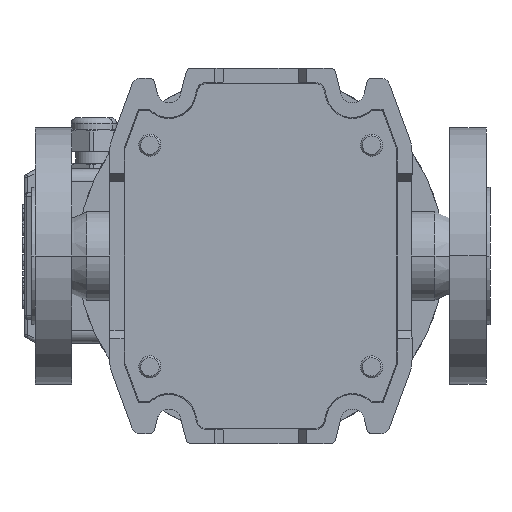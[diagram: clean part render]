
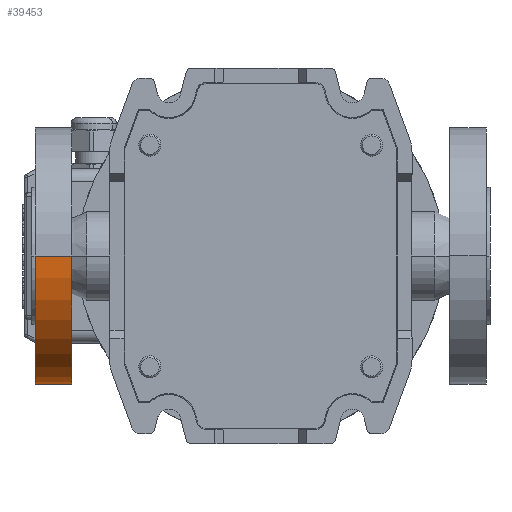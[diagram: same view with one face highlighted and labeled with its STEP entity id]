
A CAD part, front view. The second image highlights one B-rep face of the part: STEP entity #39453.
In plain terms, the highlighted cylindrical face has radius 70 mm (diameter 140 mm), a partial arc.
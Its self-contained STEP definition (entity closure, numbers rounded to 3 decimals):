
#4487 = CARTESIAN_POINT ( 'NONE',  ( 0., 123., 117.5 ) ) ;
#5428 = DIRECTION ( 'NONE',  ( 0., 1., 0. ) ) ;
#9608 = AXIS2_PLACEMENT_3D ( 'NONE', #26190, #47007, #36740 ) ;
#10227 = DIRECTION ( 'NONE',  ( 0., 0., 1. ) ) ;
#11072 = LINE ( 'NONE', #27142, #17078 ) ;
#14133 = CARTESIAN_POINT ( 'NONE',  ( 0., 103., 117.5 ) ) ;
#14362 = CARTESIAN_POINT ( 'NONE',  ( 0., 123., 47.5 ) ) ;
#16874 = DIRECTION ( 'NONE',  ( 0., 1., 0. ) ) ;
#17078 = VECTOR ( 'NONE', #27482, 1000. ) ;
#17757 = ORIENTED_EDGE ( 'NONE', *, *, #41879, .F. ) ;
#20826 = CYLINDRICAL_SURFACE ( 'NONE', #28721, 70. ) ;
#23296 = EDGE_CURVE ( 'NONE', #29083, #23454, #11072, .T. ) ;
#23454 = VERTEX_POINT ( 'NONE', #35590 ) ;
#24606 = CARTESIAN_POINT ( 'NONE',  ( 0., 103., -22.5 ) ) ;
#26190 = CARTESIAN_POINT ( 'NONE',  ( 0., 103., 47.5 ) ) ;
#26313 = DIRECTION ( 'NONE',  ( 0., 0., 1. ) ) ;
#27142 = CARTESIAN_POINT ( 'NONE',  ( 0., 125., -22.5 ) ) ;
#27482 = DIRECTION ( 'NONE',  ( 0., 1., 0. ) ) ;
#28721 = AXIS2_PLACEMENT_3D ( 'NONE', #41638, #5428, #26313 ) ;
#29083 = VERTEX_POINT ( 'NONE', #24606 ) ;
#31023 = EDGE_LOOP ( 'NONE', ( #43199, #39834, #37683, #17757 ) ) ;
#35590 = CARTESIAN_POINT ( 'NONE',  ( 0., 123., -22.5 ) ) ;
#36740 = DIRECTION ( 'NONE',  ( 0., 0., 1. ) ) ;
#36780 = AXIS2_PLACEMENT_3D ( 'NONE', #14362, #57089, #10227 ) ;
#37683 = ORIENTED_EDGE ( 'NONE', *, *, #44904, .F. ) ;
#39061 = CIRCLE ( 'NONE', #9608, 70. ) ;
#39453 = ADVANCED_FACE ( 'NONE', ( #67639 ), #20826, .T. ) ;
#39834 = ORIENTED_EDGE ( 'NONE', *, *, #23296, .T. ) ;
#41638 = CARTESIAN_POINT ( 'NONE',  ( 0., 125., 47.5 ) ) ;
#41879 = EDGE_CURVE ( 'NONE', #55613, #43802, #51767, .T. ) ;
#43199 = ORIENTED_EDGE ( 'NONE', *, *, #55340, .T. ) ;
#43802 = VERTEX_POINT ( 'NONE', #4487 ) ;
#44904 = EDGE_CURVE ( 'NONE', #43802, #23454, #49889, .T. ) ;
#47007 = DIRECTION ( 'NONE',  ( 0., 1., 0. ) ) ;
#49889 = CIRCLE ( 'NONE', #36780, 70. ) ;
#51767 = LINE ( 'NONE', #58588, #60466 ) ;
#55340 = EDGE_CURVE ( 'NONE', #55613, #29083, #39061, .T. ) ;
#55613 = VERTEX_POINT ( 'NONE', #14133 ) ;
#57089 = DIRECTION ( 'NONE',  ( 0., 1., 0. ) ) ;
#58588 = CARTESIAN_POINT ( 'NONE',  ( 0., 125., 117.5 ) ) ;
#60466 = VECTOR ( 'NONE', #16874, 1000. ) ;
#67639 = FACE_OUTER_BOUND ( 'NONE', #31023, .T. ) ;
